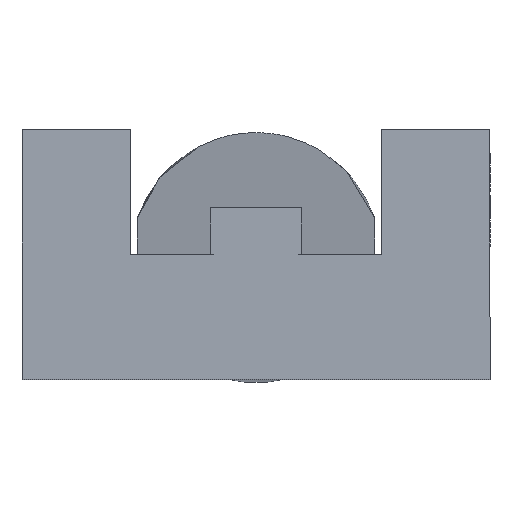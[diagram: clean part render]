
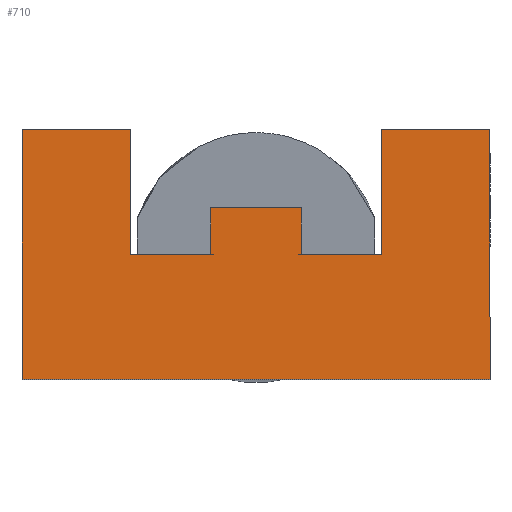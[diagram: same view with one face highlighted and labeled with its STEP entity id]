
A CAD part, top view. The second image highlights one B-rep face of the part: STEP entity #710.
In plain terms, the highlighted planar face has unit normal (0, 0, 1).
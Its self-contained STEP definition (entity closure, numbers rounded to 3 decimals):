
#19 = VERTEX_POINT ( 'NONE', #56 ) ;
#20 = VECTOR ( 'NONE', #1056, 1000. ) ;
#51 = DIRECTION ( 'NONE',  ( 0., 0., 1. ) ) ;
#56 = CARTESIAN_POINT ( 'NONE',  ( 1.45, 1.5, 62. ) ) ;
#76 = VECTOR ( 'NONE', #969, 1000. ) ;
#81 = ORIENTED_EDGE ( 'NONE', *, *, #1043, .F. ) ;
#94 = EDGE_CURVE ( 'NONE', #519, #317, #958, .T. ) ;
#104 = VECTOR ( 'NONE', #397, 1000. ) ;
#107 = ORIENTED_EDGE ( 'NONE', *, *, #620, .F. ) ;
#116 = CARTESIAN_POINT ( 'NONE',  ( -7.5, 4., 62. ) ) ;
#117 = CARTESIAN_POINT ( 'NONE',  ( 7.5, 4., 62. ) ) ;
#118 = LINE ( 'NONE', #491, #348 ) ;
#129 = VECTOR ( 'NONE', #318, 1000. ) ;
#162 = CARTESIAN_POINT ( 'NONE',  ( -4.025, 0., 62. ) ) ;
#165 = CARTESIAN_POINT ( 'NONE',  ( 1.45, 1.5, 62. ) ) ;
#179 = CARTESIAN_POINT ( 'NONE',  ( 1.45, 0., 62. ) ) ;
#185 = ORIENTED_EDGE ( 'NONE', *, *, #448, .T. ) ;
#186 = AXIS2_PLACEMENT_3D ( 'NONE', #222, #51, #394 ) ;
#188 = VERTEX_POINT ( 'NONE', #210 ) ;
#210 = CARTESIAN_POINT ( 'NONE',  ( -7.5, -4., 62. ) ) ;
#215 = LINE ( 'NONE', #797, #1060 ) ;
#222 = CARTESIAN_POINT ( 'NONE',  ( 0., 0., 62. ) ) ;
#227 = CARTESIAN_POINT ( 'NONE',  ( -1.45, 1.5, 62. ) ) ;
#256 = DIRECTION ( 'NONE',  ( 1., 0., 0. ) ) ;
#267 = LINE ( 'NONE', #352, #456 ) ;
#275 = VECTOR ( 'NONE', #776, 1000. ) ;
#294 = EDGE_CURVE ( 'NONE', #519, #499, #552, .T. ) ;
#313 = PLANE ( 'NONE',  #186 ) ;
#317 = VERTEX_POINT ( 'NONE', #1020 ) ;
#318 = DIRECTION ( 'NONE',  ( 0., 1., 0. ) ) ;
#322 = EDGE_CURVE ( 'NONE', #747, #19, #267, .T. ) ;
#341 = DIRECTION ( 'NONE',  ( -1., 0., 0. ) ) ;
#348 = VECTOR ( 'NONE', #1047, 1000. ) ;
#351 = VERTEX_POINT ( 'NONE', #117 ) ;
#352 = CARTESIAN_POINT ( 'NONE',  ( 1.45, 1.5, 62. ) ) ;
#381 = ORIENTED_EDGE ( 'NONE', *, *, #651, .T. ) ;
#383 = VECTOR ( 'NONE', #256, 1000. ) ;
#394 = DIRECTION ( 'NONE',  ( 1., 0., 0. ) ) ;
#397 = DIRECTION ( 'NONE',  ( 0., 1., 0. ) ) ;
#448 = EDGE_CURVE ( 'NONE', #461, #351, #580, .T. ) ;
#454 = CARTESIAN_POINT ( 'NONE',  ( 4.025, 4., 62. ) ) ;
#456 = VECTOR ( 'NONE', #524, 1000. ) ;
#461 = VERTEX_POINT ( 'NONE', #996 ) ;
#481 = DIRECTION ( 'NONE',  ( 0., 1., 0. ) ) ;
#489 = CARTESIAN_POINT ( 'NONE',  ( -1.45, 1.5, 62. ) ) ;
#491 = CARTESIAN_POINT ( 'NONE',  ( -7.5, 4., 62. ) ) ;
#499 = VERTEX_POINT ( 'NONE', #885 ) ;
#504 = LINE ( 'NONE', #886, #275 ) ;
#514 = LINE ( 'NONE', #165, #20 ) ;
#519 = VERTEX_POINT ( 'NONE', #162 ) ;
#524 = DIRECTION ( 'NONE',  ( 1., 0., 0. ) ) ;
#528 = VECTOR ( 'NONE', #582, 1000. ) ;
#552 = LINE ( 'NONE', #966, #104 ) ;
#565 = EDGE_CURVE ( 'NONE', #873, #604, #704, .T. ) ;
#580 = LINE ( 'NONE', #788, #129 ) ;
#582 = DIRECTION ( 'NONE',  ( 1., 0., 0. ) ) ;
#593 = EDGE_CURVE ( 'NONE', #499, #663, #902, .T. ) ;
#604 = VERTEX_POINT ( 'NONE', #868 ) ;
#620 = EDGE_CURVE ( 'NONE', #604, #690, #215, .T. ) ;
#628 = EDGE_LOOP ( 'NONE', ( #987, #731, #971, #687, #185, #884, #107, #699, #81, #934, #381, #1046 ) ) ;
#651 = EDGE_CURVE ( 'NONE', #747, #317, #736, .T. ) ;
#663 = VERTEX_POINT ( 'NONE', #116 ) ;
#664 = EDGE_CURVE ( 'NONE', #351, #690, #504, .T. ) ;
#683 = VECTOR ( 'NONE', #341, 1000. ) ;
#687 = ORIENTED_EDGE ( 'NONE', *, *, #760, .T. ) ;
#690 = VERTEX_POINT ( 'NONE', #454 ) ;
#699 = ORIENTED_EDGE ( 'NONE', *, *, #565, .F. ) ;
#704 = LINE ( 'NONE', #1054, #528 ) ;
#710 = ADVANCED_FACE ( 'NONE', ( #838 ), #313, .T. ) ;
#722 = CARTESIAN_POINT ( 'NONE',  ( -7.5, -4., 62. ) ) ;
#731 = ORIENTED_EDGE ( 'NONE', *, *, #593, .T. ) ;
#736 = LINE ( 'NONE', #489, #76 ) ;
#747 = VERTEX_POINT ( 'NONE', #227 ) ;
#748 = VECTOR ( 'NONE', #1018, 1000. ) ;
#760 = EDGE_CURVE ( 'NONE', #188, #461, #1024, .T. ) ;
#776 = DIRECTION ( 'NONE',  ( -1., 0., 0. ) ) ;
#788 = CARTESIAN_POINT ( 'NONE',  ( 7.5, 4., 62. ) ) ;
#797 = CARTESIAN_POINT ( 'NONE',  ( 4.025, 0., 62. ) ) ;
#819 = CARTESIAN_POINT ( 'NONE',  ( -4.025, 0., 62. ) ) ;
#838 = FACE_OUTER_BOUND ( 'NONE', #628, .T. ) ;
#868 = CARTESIAN_POINT ( 'NONE',  ( 4.025, 0., 62. ) ) ;
#873 = VERTEX_POINT ( 'NONE', #179 ) ;
#884 = ORIENTED_EDGE ( 'NONE', *, *, #664, .T. ) ;
#885 = CARTESIAN_POINT ( 'NONE',  ( -4.025, 4., 62. ) ) ;
#886 = CARTESIAN_POINT ( 'NONE',  ( -7.5, 4., 62. ) ) ;
#902 = LINE ( 'NONE', #984, #683 ) ;
#934 = ORIENTED_EDGE ( 'NONE', *, *, #322, .F. ) ;
#955 = EDGE_CURVE ( 'NONE', #663, #188, #118, .T. ) ;
#958 = LINE ( 'NONE', #819, #748 ) ;
#966 = CARTESIAN_POINT ( 'NONE',  ( -4.025, 0., 62. ) ) ;
#969 = DIRECTION ( 'NONE',  ( 0., -1., 0. ) ) ;
#971 = ORIENTED_EDGE ( 'NONE', *, *, #955, .T. ) ;
#984 = CARTESIAN_POINT ( 'NONE',  ( -7.5, 4., 62. ) ) ;
#987 = ORIENTED_EDGE ( 'NONE', *, *, #294, .T. ) ;
#996 = CARTESIAN_POINT ( 'NONE',  ( 7.5, -4., 62. ) ) ;
#1018 = DIRECTION ( 'NONE',  ( 1., 0., 0. ) ) ;
#1020 = CARTESIAN_POINT ( 'NONE',  ( -1.45, 0., 62. ) ) ;
#1024 = LINE ( 'NONE', #722, #383 ) ;
#1043 = EDGE_CURVE ( 'NONE', #19, #873, #514, .T. ) ;
#1046 = ORIENTED_EDGE ( 'NONE', *, *, #94, .F. ) ;
#1047 = DIRECTION ( 'NONE',  ( 0., -1., 0. ) ) ;
#1054 = CARTESIAN_POINT ( 'NONE',  ( -4.025, 0., 62. ) ) ;
#1056 = DIRECTION ( 'NONE',  ( 0., -1., 0. ) ) ;
#1060 = VECTOR ( 'NONE', #481, 1000. ) ;
